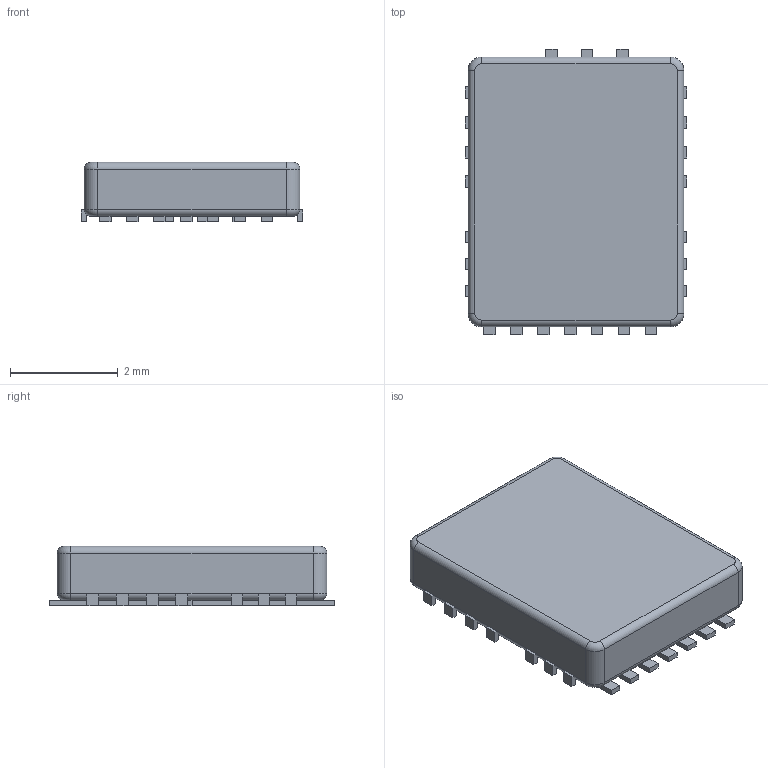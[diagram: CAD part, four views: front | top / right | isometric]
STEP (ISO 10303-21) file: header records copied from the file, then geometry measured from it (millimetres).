
FILE_DESCRIPTION(/* description */ ('model of DCDC-Conv_Infineon_IR3898'),/* implementation_level */ '2;1');
FILE_NAME(/* name */ 'DCDC-Conv_Infineon_IR3898.step',/* time_stamp */ '2017-11-05T10:03:22',/* author */ ('kicad StepUp','ksu'),/* organization */ ('FreeCAD'),/* preprocessor_version */ 'OCC',/* originating_system */ 'kicad StepUp',/* authorisation */ '');
FILE_SCHEMA(('AUTOMOTIVE_DESIGN { 1 0 10303 214 1 1 1 1 }'));
Length unit declared in the file: millimetre
Products named in the file (5): ASSEMBLY; DCDC_Conv_Infineon_IR3899; Shape0_593569177538; Shape0_913213818539; DCDC_Conv_Infineon_IR3898
Assembly tree (4 placements, depth 2):
  ASSEMBLY
    DCDC_Conv_Infineon_IR3899
    Shape0_593569177538
    Shape0_913213818539
    DCDC_Conv_Infineon_IR3898
Bounding box: 4.1 x 5.3 x 1.1 mm (x, y, z)
Surface area: 131.1 mm2
Topology: 24 solids, 24 shells, 196 faces, 412 edges, 264 vertices
Faces by surface type: plane 156, cylinder 24, torus 16
Entity records: 3087 total; most frequent: ORIENTED_EDGE 602, EDGE_CURVE 377, CARTESIAN_POINT 324, LINE 324, VERTEX_POINT 232, AXIS2_PLACEMENT_3D 225, ADVANCED_FACE 191, FACE_BOUND 190
